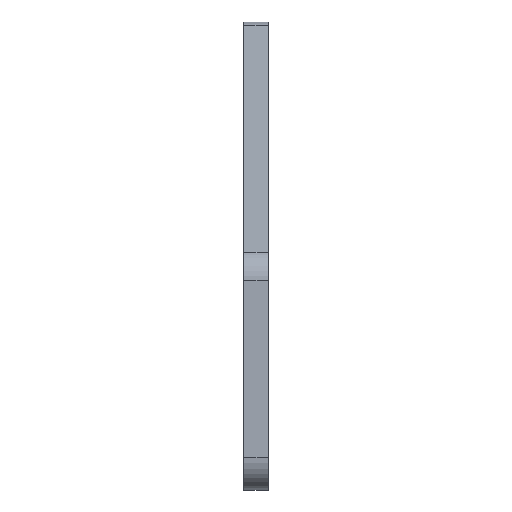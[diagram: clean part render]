
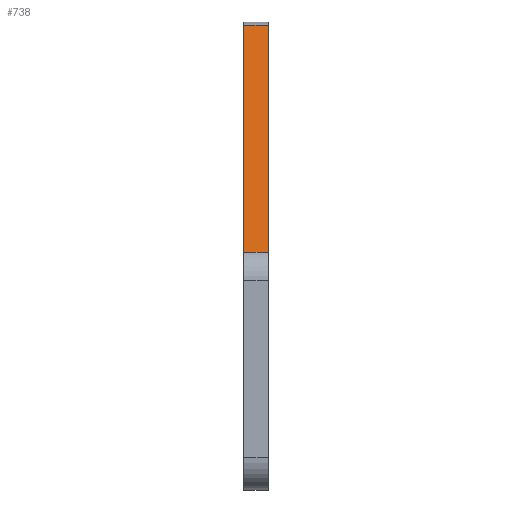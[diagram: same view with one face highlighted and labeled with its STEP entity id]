
A CAD part, left-side view. The second image highlights one B-rep face of the part: STEP entity #738.
In plain terms, the highlighted planar face has unit normal (-0.447, 0, 0.894).
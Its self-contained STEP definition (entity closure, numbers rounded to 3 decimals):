
#21 = EDGE_CURVE ( 'NONE', #769, #322, #320, .T. ) ;
#31 = LINE ( 'NONE', #586, #167 ) ;
#86 = ORIENTED_EDGE ( 'NONE', *, *, #21, .T. ) ;
#148 = CARTESIAN_POINT ( 'NONE',  ( -7.382, 0., 22. ) ) ;
#154 = VERTEX_POINT ( 'NONE', #559 ) ;
#167 = VECTOR ( 'NONE', #879, 1000. ) ;
#222 = DIRECTION ( 'NONE',  ( -0.447, 0., 0.894 ) ) ;
#277 = VERTEX_POINT ( 'NONE', #361 ) ;
#294 = PLANE ( 'NONE',  #447 ) ;
#319 = CARTESIAN_POINT ( 'NONE',  ( -35.894, 0., 7.744 ) ) ;
#320 = LINE ( 'NONE', #319, #450 ) ;
#322 = VERTEX_POINT ( 'NONE', #871 ) ;
#330 = DIRECTION ( 'NONE',  ( -0.894, 0., -0.447 ) ) ;
#357 = VECTOR ( 'NONE', #633, 1000. ) ;
#360 = EDGE_LOOP ( 'NONE', ( #845, #909, #518, #86 ) ) ;
#361 = CARTESIAN_POINT ( 'NONE',  ( -7.804, 0., 21.789 ) ) ;
#447 = AXIS2_PLACEMENT_3D ( 'NONE', #148, #222, #574 ) ;
#450 = VECTOR ( 'NONE', #616, 1000. ) ;
#471 = CARTESIAN_POINT ( 'NONE',  ( -7.382, 0., 22. ) ) ;
#518 = ORIENTED_EDGE ( 'NONE', *, *, #707, .T. ) ;
#559 = CARTESIAN_POINT ( 'NONE',  ( -7.804, 1.5, 21.789 ) ) ;
#564 = VECTOR ( 'NONE', #330, 1000. ) ;
#574 = DIRECTION ( 'NONE',  ( -0.894, 0., -0.447 ) ) ;
#586 = CARTESIAN_POINT ( 'NONE',  ( -7.804, 0., 21.789 ) ) ;
#597 = EDGE_CURVE ( 'NONE', #277, #322, #896, .T. ) ;
#616 = DIRECTION ( 'NONE',  ( 0., -1., 0. ) ) ;
#633 = DIRECTION ( 'NONE',  ( -0.894, 0., -0.447 ) ) ;
#707 = EDGE_CURVE ( 'NONE', #154, #769, #846, .T. ) ;
#711 = FACE_OUTER_BOUND ( 'NONE', #360, .T. ) ;
#738 = ADVANCED_FACE ( 'NONE', ( #711 ), #294, .T. ) ;
#769 = VERTEX_POINT ( 'NONE', #804 ) ;
#777 = CARTESIAN_POINT ( 'NONE',  ( -7.382, 1.5, 22. ) ) ;
#804 = CARTESIAN_POINT ( 'NONE',  ( -35.894, 1.5, 7.744 ) ) ;
#845 = ORIENTED_EDGE ( 'NONE', *, *, #597, .F. ) ;
#846 = LINE ( 'NONE', #777, #357 ) ;
#871 = CARTESIAN_POINT ( 'NONE',  ( -35.894, 0., 7.744 ) ) ;
#879 = DIRECTION ( 'NONE',  ( 0., 1., 0. ) ) ;
#896 = LINE ( 'NONE', #471, #564 ) ;
#899 = EDGE_CURVE ( 'NONE', #277, #154, #31, .T. ) ;
#909 = ORIENTED_EDGE ( 'NONE', *, *, #899, .T. ) ;
